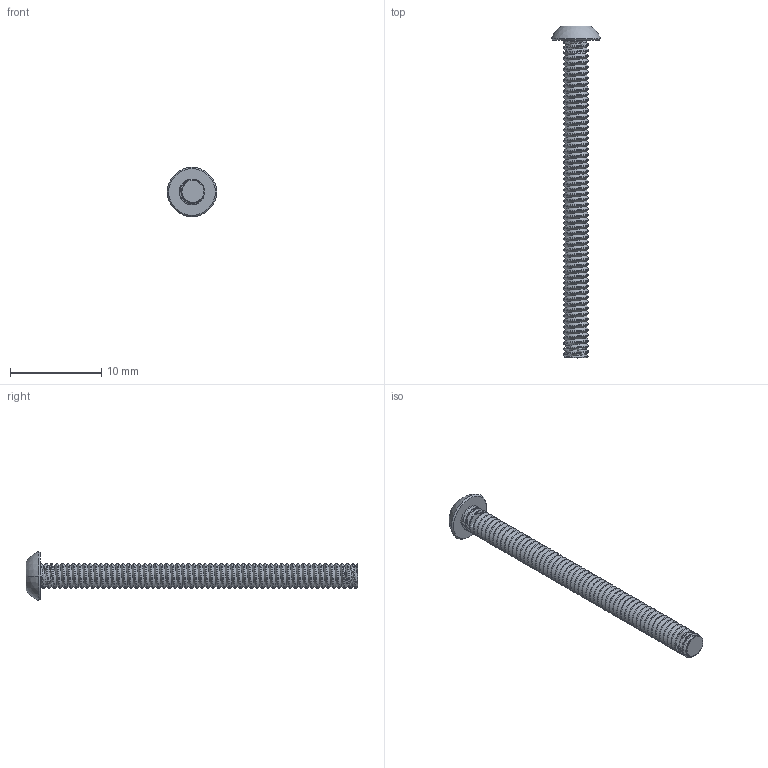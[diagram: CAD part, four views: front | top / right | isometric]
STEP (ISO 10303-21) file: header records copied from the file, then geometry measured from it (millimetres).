
FILE_DESCRIPTION (( 'STEP AP214' ), '1' );
FILE_NAME ('Bolt M3x35.STEP', '2021-06-04T11:06:01', ( '' ), ( '' ), 'SwSTEP 2.0', 'SolidWorks 2016', '' );
FILE_SCHEMA (( 'AUTOMOTIVE_DESIGN' ));
Length unit declared in the file: millimetre
Products named in the file (2): Bolt M3x35
Bounding box: 5.4 x 36.36 x 5.4 mm (x, y, z)
Volume: 200.6 mm3; surface area: 471.9 mm2
Topology: 1 solids, 1 shells, 137 faces, 399 edges, 267 vertices
Faces by surface type: cylinder 117, plane 11, cone 5, sphere 2, bspline 2
Entity records: 10136 total; most frequent: CARTESIAN_POINT 7171, ORIENTED_EDGE 796, DIRECTION 445, EDGE_CURVE 398, VERTEX_POINT 265, AXIS2_PLACEMENT_3D 153, VECTOR 139, EDGE_LOOP 139
